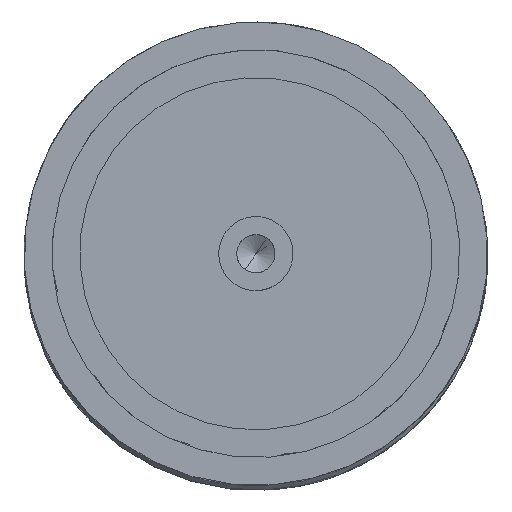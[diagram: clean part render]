
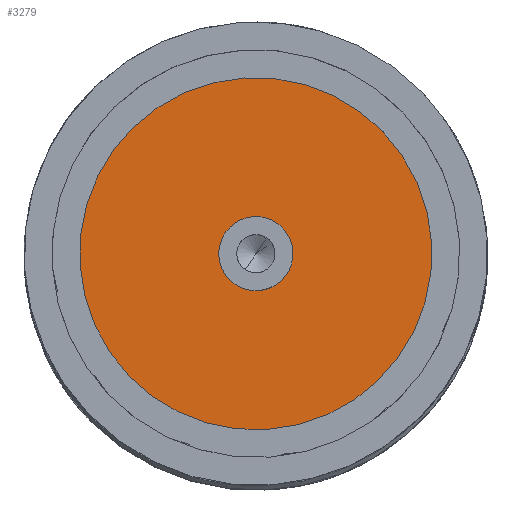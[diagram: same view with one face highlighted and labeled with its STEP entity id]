
A CAD part, top view. The second image highlights one B-rep face of the part: STEP entity #3279.
In plain terms, the highlighted planar face has unit normal (0, 0, 1).
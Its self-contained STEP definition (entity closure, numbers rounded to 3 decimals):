
#3218=CARTESIAN_POINT('Vertex',(-1.918,3.51,12.)) ;
#3225=CARTESIAN_POINT('Vertex',(1.918,-3.51,12.)) ;
#3228=CARTESIAN_POINT('Axis2P3D Location',(0.,0.,12.)) ;
#3240=CARTESIAN_POINT('Axis2P3D Location',(0.,0.,12.)) ;
#3252=CARTESIAN_POINT('Axis2P3D Location',(0.,22.,12.)) ;
#3257=CARTESIAN_POINT('Axis2P3D Location',(0.,0.,12.)) ;
#3261=CARTESIAN_POINT('Vertex',(9.109,-16.674,12.)) ;
#3263=CARTESIAN_POINT('Vertex',(-9.109,16.674,12.)) ;
#3266=CARTESIAN_POINT('Axis2P3D Location',(0.,0.,12.)) ;
#3229=DIRECTION('Axis2P3D Direction',(0.,0.,1.)) ;
#3241=DIRECTION('Axis2P3D Direction',(0.,0.,1.)) ;
#3253=DIRECTION('Axis2P3D Direction',(0.,0.,1.)) ;
#3254=DIRECTION('Axis2P3D XDirection',(1.,0.,0.)) ;
#3258=DIRECTION('Axis2P3D Direction',(0.,0.,1.)) ;
#3267=DIRECTION('Axis2P3D Direction',(0.,0.,1.)) ;
#3230=AXIS2_PLACEMENT_3D('Circle Axis2P3D',#3228,#3229,$) ;
#3242=AXIS2_PLACEMENT_3D('Circle Axis2P3D',#3240,#3241,$) ;
#3255=AXIS2_PLACEMENT_3D('Plane Axis2P3D',#3252,#3253,#3254) ;
#3259=AXIS2_PLACEMENT_3D('Circle Axis2P3D',#3257,#3258,$) ;
#3268=AXIS2_PLACEMENT_3D('Circle Axis2P3D',#3266,#3267,$) ;
#3272=ORIENTED_EDGE('',*,*,#3265,.T.) ;
#3273=ORIENTED_EDGE('',*,*,#3270,.T.) ;
#3276=ORIENTED_EDGE('',*,*,#3244,.F.) ;
#3277=ORIENTED_EDGE('',*,*,#3232,.F.) ;
#3278=FACE_BOUND('',#3275,.T.) ;
#3279=ADVANCED_FACE('PartBody',(#3274,#3278),#3256,.T.) ;
#3231=CIRCLE('generated circle',#3230,4.) ;
#3243=CIRCLE('generated circle',#3242,4.) ;
#3260=CIRCLE('generated circle',#3259,19.) ;
#3269=CIRCLE('generated circle',#3268,19.) ;
#3232=EDGE_CURVE('',#3226,#3219,#3231,.T.) ;
#3244=EDGE_CURVE('',#3219,#3226,#3243,.T.) ;
#3265=EDGE_CURVE('',#3262,#3264,#3260,.T.) ;
#3270=EDGE_CURVE('',#3264,#3262,#3269,.T.) ;
#3271=EDGE_LOOP('',(#3272,#3273)) ;
#3275=EDGE_LOOP('',(#3276,#3277)) ;
#3274=FACE_OUTER_BOUND('',#3271,.T.) ;
#3256=PLANE('',#3255) ;
#3219=VERTEX_POINT('',#3218) ;
#3226=VERTEX_POINT('',#3225) ;
#3262=VERTEX_POINT('',#3261) ;
#3264=VERTEX_POINT('',#3263) ;
